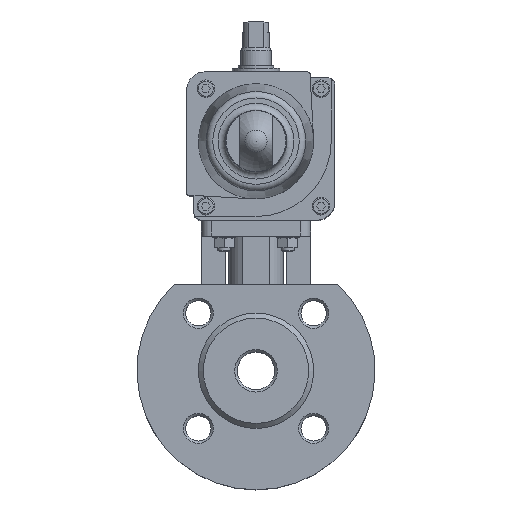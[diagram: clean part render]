
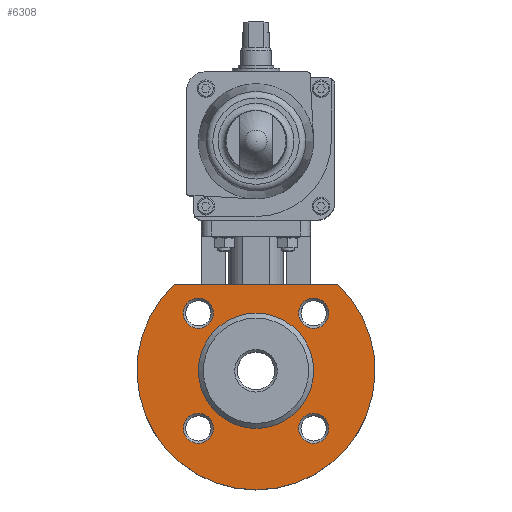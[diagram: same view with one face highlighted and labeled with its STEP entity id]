
A CAD part, top view. The second image highlights one B-rep face of the part: STEP entity #6308.
In plain terms, the highlighted face is planar.
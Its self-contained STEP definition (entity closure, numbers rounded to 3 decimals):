
#273=LINE('',#9568,#815);
#815=VECTOR('',#7574,1000.);
#1313=PLANE('',#6819);
#1647=ORIENTED_EDGE('',*,*,#3335,.F.);
#1648=ORIENTED_EDGE('',*,*,#3336,.F.);
#1649=ORIENTED_EDGE('',*,*,#3337,.F.);
#1650=ORIENTED_EDGE('',*,*,#3338,.F.);
#1651=ORIENTED_EDGE('',*,*,#3339,.F.);
#1652=ORIENTED_EDGE('',*,*,#3299,.F.);
#1653=ORIENTED_EDGE('',*,*,#3334,.T.);
#3299=EDGE_CURVE('',#4147,#4148,#273,.T.);
#3334=EDGE_CURVE('',#4147,#4148,#4743,.T.);
#3335=EDGE_CURVE('',#4173,#4173,#4744,.T.);
#3336=EDGE_CURVE('',#4174,#4174,#4745,.T.);
#3337=EDGE_CURVE('',#4175,#4175,#4746,.T.);
#3338=EDGE_CURVE('',#4176,#4176,#4747,.T.);
#3339=EDGE_CURVE('',#4177,#4177,#4748,.T.);
#4147=VERTEX_POINT('',#9567);
#4148=VERTEX_POINT('',#9569);
#4173=VERTEX_POINT('',#9636);
#4174=VERTEX_POINT('',#9638);
#4175=VERTEX_POINT('',#9640);
#4176=VERTEX_POINT('',#9642);
#4177=VERTEX_POINT('',#9644);
#4743=CIRCLE('',#6818,47.5);
#4744=CIRCLE('',#6820,23.);
#4745=CIRCLE('',#6821,6.);
#4746=CIRCLE('',#6822,6.);
#4747=CIRCLE('',#6823,6.);
#4748=CIRCLE('',#6824,6.);
#5040=EDGE_LOOP('',(#1647));
#5041=EDGE_LOOP('',(#1648));
#5042=EDGE_LOOP('',(#1649));
#5043=EDGE_LOOP('',(#1650));
#5044=EDGE_LOOP('',(#1651));
#5045=EDGE_LOOP('',(#1652,#1653));
#5626=FACE_BOUND('',#5040,.T.);
#5627=FACE_BOUND('',#5041,.T.);
#5628=FACE_BOUND('',#5042,.T.);
#5629=FACE_BOUND('',#5043,.T.);
#5630=FACE_BOUND('',#5044,.T.);
#5631=FACE_BOUND('',#5045,.T.);
#6308=ADVANCED_FACE('',(#5626,#5627,#5628,#5629,#5630,#5631),#1313,.F.);
#6818=AXIS2_PLACEMENT_3D('',#9633,#7640,#7641);
#6819=AXIS2_PLACEMENT_3D('',#9634,#7642,#7643);
#6820=AXIS2_PLACEMENT_3D('',#9635,#7644,#7645);
#6821=AXIS2_PLACEMENT_3D('',#9637,#7646,#7647);
#6822=AXIS2_PLACEMENT_3D('',#9639,#7648,#7649);
#6823=AXIS2_PLACEMENT_3D('',#9641,#7650,#7651);
#6824=AXIS2_PLACEMENT_3D('',#9643,#7652,#7653);
#7574=DIRECTION('',(-1.,0.,0.));
#7640=DIRECTION('',(0.,0.,-1.));
#7641=DIRECTION('',(-1.,0.,0.));
#7642=DIRECTION('',(0.,0.,1.));
#7643=DIRECTION('',(1.,0.,0.));
#7644=DIRECTION('',(0.,0.,-1.));
#7645=DIRECTION('',(-1.,0.,0.));
#7646=DIRECTION('',(0.,0.,-1.));
#7647=DIRECTION('',(-1.,0.,0.));
#7648=DIRECTION('',(0.,0.,-1.));
#7649=DIRECTION('',(-1.,0.,0.));
#7650=DIRECTION('',(0.,0.,-1.));
#7651=DIRECTION('',(-1.,0.,0.));
#7652=DIRECTION('',(0.,0.,-1.));
#7653=DIRECTION('',(-1.,0.,0.));
#9567=CARTESIAN_POINT('',(32.65,34.5,-18.));
#9568=CARTESIAN_POINT('',(0.,34.5,-18.));
#9569=CARTESIAN_POINT('',(-32.65,34.5,-18.));
#9633=CARTESIAN_POINT('',(0.,0.,-18.));
#9634=CARTESIAN_POINT('',(0.,47.5,-18.));
#9635=CARTESIAN_POINT('',(0.,0.,-18.));
#9636=CARTESIAN_POINT('',(-23.,0.,-18.));
#9637=CARTESIAN_POINT('',(22.981,22.981,-18.));
#9638=CARTESIAN_POINT('',(16.981,22.981,-18.));
#9639=CARTESIAN_POINT('',(22.981,-22.981,-18.));
#9640=CARTESIAN_POINT('',(16.981,-22.981,-18.));
#9641=CARTESIAN_POINT('',(-22.981,-22.981,-18.));
#9642=CARTESIAN_POINT('',(-28.981,-22.981,-18.));
#9643=CARTESIAN_POINT('',(-22.981,22.981,-18.));
#9644=CARTESIAN_POINT('',(-28.981,22.981,-18.));
